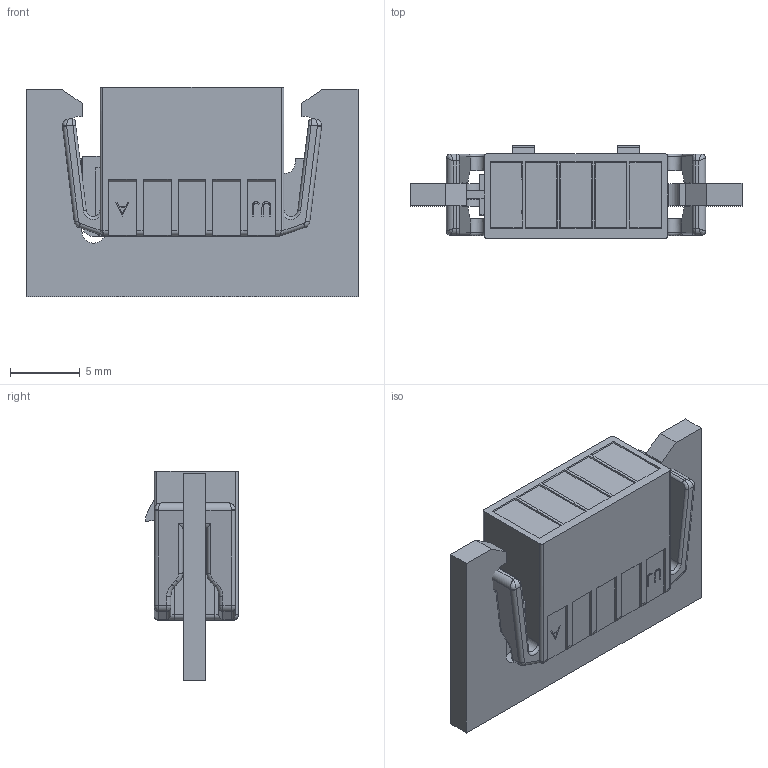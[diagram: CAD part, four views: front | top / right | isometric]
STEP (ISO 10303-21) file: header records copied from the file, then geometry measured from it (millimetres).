
FILE_DESCRIPTION (( 'STEP AP214' ), '1' );
FILE_NAME ('C_PCB Slot 5F ASSY.STEP', '2019-08-14T05:04:34', ( 'jkhwang' ), ( '' ), 'SwSTEP 2.0', 'SolidWorks 2017', '' );
FILE_SCHEMA (( 'AUTOMOTIVE_DESIGN' ));
Length unit declared in the file: millimetre
Products named in the file (1): C_PCB Slot 5F ASSY
Bounding box: 23.84 x 6.64 x 15.05 mm (x, y, z)
Volume: 1204.9 mm3; surface area: 1548.6 mm2
Topology: 2 solids, 2 shells, 379 faces, 1004 edges, 643 vertices
Faces by surface type: plane 237, cylinder 86, bspline 30, torus 26
Entity records: 17014 total; most frequent: CARTESIAN_POINT 3657, ORIENTED_EDGE 1996, DIRECTION 1752, EDGE_CURVE 998, VECTOR 732, LINE 732, VERTEX_POINT 643, AXIS2_PLACEMENT_3D 510
